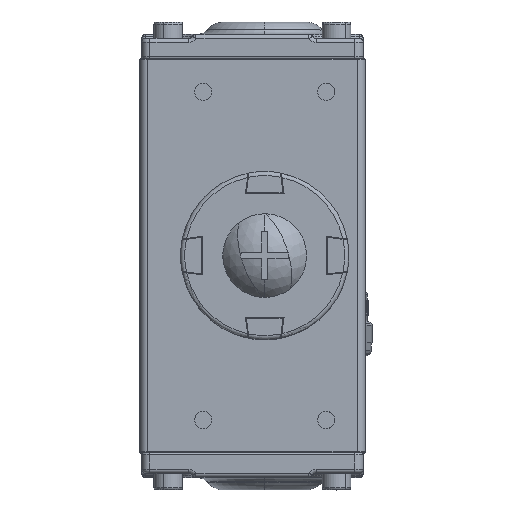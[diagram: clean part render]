
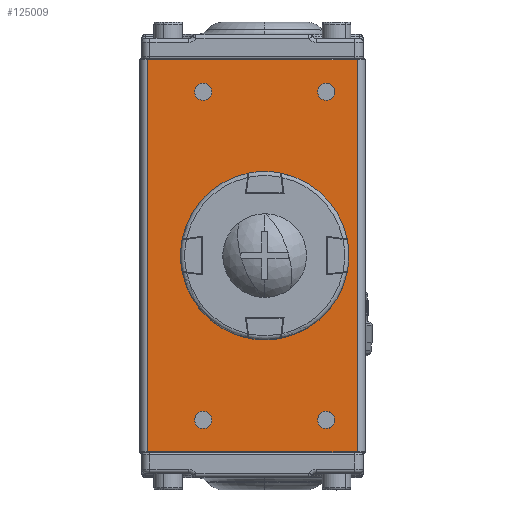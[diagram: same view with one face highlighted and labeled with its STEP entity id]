
A CAD part, top view. The second image highlights one B-rep face of the part: STEP entity #125009.
In plain terms, the highlighted planar face has unit normal (0, 0, 1).
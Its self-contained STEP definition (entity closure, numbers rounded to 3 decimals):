
#124870=CARTESIAN_POINT('',(-30.5,-48.,91.5));
#124871=DIRECTION('',(0.,0.,-1.));
#124872=DIRECTION('',(0.,1.,0.));
#124873=AXIS2_PLACEMENT_3D('',#124870,#124871,#124872);
#124874=PLANE('',#124873);
#124875=CARTESIAN_POINT('',(15.,-42.1,91.5));
#124876=VERTEX_POINT('',#124875);
#124877=CARTESIAN_POINT('',(15.,-37.9,91.5));
#124878=VERTEX_POINT('',#124877);
#124879=CARTESIAN_POINT('',(15.,-40.,91.5));
#124880=DIRECTION('',(0.,-0.,1.));
#124881=DIRECTION('',(0.,-1.,-0.));
#124882=AXIS2_PLACEMENT_3D('',#124879,#124880,#124881);
#124883=CIRCLE('',#124882,2.1);
#124884=EDGE_CURVE('NONE',#124876,#124878,#124883,.T.);
#124885=ORIENTED_EDGE('',*,*,#124884,.F.);
#124886=CARTESIAN_POINT('',(15.,-40.,91.5));
#124887=DIRECTION('',(0.,-0.,1.));
#124888=DIRECTION('',(0.,-1.,-0.));
#124889=AXIS2_PLACEMENT_3D('',#124886,#124887,#124888);
#124890=CIRCLE('',#124889,2.1);
#124891=EDGE_CURVE('NONE',#124878,#124876,#124890,.T.);
#124892=ORIENTED_EDGE('',*,*,#124891,.F.);
#124893=EDGE_LOOP('',(#124885,#124892));
#124894=FACE_BOUND('',#124893,.T.);
#124895=CARTESIAN_POINT('',(-15.,-42.1,91.5));
#124896=VERTEX_POINT('',#124895);
#124897=CARTESIAN_POINT('',(-15.,-37.9,91.5));
#124898=VERTEX_POINT('',#124897);
#124899=CARTESIAN_POINT('',(-15.,-40.,91.5));
#124900=DIRECTION('',(0.,-0.,1.));
#124901=DIRECTION('',(0.,-1.,-0.));
#124902=AXIS2_PLACEMENT_3D('',#124899,#124900,#124901);
#124903=CIRCLE('',#124902,2.1);
#124904=EDGE_CURVE('NONE',#124896,#124898,#124903,.T.);
#124905=ORIENTED_EDGE('',*,*,#124904,.F.);
#124906=CARTESIAN_POINT('',(-15.,-40.,91.5));
#124907=DIRECTION('',(0.,-0.,1.));
#124908=DIRECTION('',(0.,-1.,-0.));
#124909=AXIS2_PLACEMENT_3D('',#124906,#124907,#124908);
#124910=CIRCLE('',#124909,2.1);
#124911=EDGE_CURVE('NONE',#124898,#124896,#124910,.T.);
#124912=ORIENTED_EDGE('',*,*,#124911,.F.);
#124913=EDGE_LOOP('',(#124905,#124912));
#124914=FACE_BOUND('',#124913,.T.);
#124915=CARTESIAN_POINT('',(-15.,37.9,91.5));
#124916=VERTEX_POINT('',#124915);
#124917=CARTESIAN_POINT('',(-15.,42.1,91.5));
#124918=VERTEX_POINT('',#124917);
#124919=CARTESIAN_POINT('',(-15.,40.,91.5));
#124920=DIRECTION('',(0.,-0.,1.));
#124921=DIRECTION('',(0.,-1.,-0.));
#124922=AXIS2_PLACEMENT_3D('',#124919,#124920,#124921);
#124923=CIRCLE('',#124922,2.1);
#124924=EDGE_CURVE('NONE',#124916,#124918,#124923,.T.);
#124925=ORIENTED_EDGE('',*,*,#124924,.F.);
#124926=CARTESIAN_POINT('',(-15.,40.,91.5));
#124927=DIRECTION('',(0.,-0.,1.));
#124928=DIRECTION('',(0.,-1.,-0.));
#124929=AXIS2_PLACEMENT_3D('',#124926,#124927,#124928);
#124930=CIRCLE('',#124929,2.1);
#124931=EDGE_CURVE('NONE',#124918,#124916,#124930,.T.);
#124932=ORIENTED_EDGE('',*,*,#124931,.F.);
#124933=EDGE_LOOP('',(#124925,#124932));
#124934=FACE_BOUND('',#124933,.T.);
#124935=CARTESIAN_POINT('',(15.,37.9,91.5));
#124936=VERTEX_POINT('',#124935);
#124937=CARTESIAN_POINT('',(15.,42.1,91.5));
#124938=VERTEX_POINT('',#124937);
#124939=CARTESIAN_POINT('',(15.,40.,91.5));
#124940=DIRECTION('',(0.,-0.,1.));
#124941=DIRECTION('',(0.,-1.,-0.));
#124942=AXIS2_PLACEMENT_3D('',#124939,#124940,#124941);
#124943=CIRCLE('',#124942,2.1);
#124944=EDGE_CURVE('NONE',#124936,#124938,#124943,.T.);
#124945=ORIENTED_EDGE('',*,*,#124944,.F.);
#124946=CARTESIAN_POINT('',(15.,40.,91.5));
#124947=DIRECTION('',(0.,-0.,1.));
#124948=DIRECTION('',(0.,-1.,-0.));
#124949=AXIS2_PLACEMENT_3D('',#124946,#124947,#124948);
#124950=CIRCLE('',#124949,2.1);
#124951=EDGE_CURVE('NONE',#124938,#124936,#124950,.T.);
#124952=ORIENTED_EDGE('',*,*,#124951,.F.);
#124953=EDGE_LOOP('',(#124945,#124952));
#124954=FACE_BOUND('',#124953,.T.);
#124955=CARTESIAN_POINT('',(22.5,-47.8,91.5));
#124956=VERTEX_POINT('',#124955);
#124957=CARTESIAN_POINT('',(22.5,47.8,91.5));
#124958=VERTEX_POINT('',#124957);
#124959=CARTESIAN_POINT('',(22.5,-47.8,91.5));
#124960=DIRECTION('',(0.,1.,0.));
#124961=VECTOR('',#124960,95.6);
#124962=LINE('',#124959,#124961);
#124963=EDGE_CURVE('',#124956,#124958,#124962,.T.);
#124964=ORIENTED_EDGE('',*,*,#124963,.T.);
#124965=CARTESIAN_POINT('',(-28.5,47.8,91.5));
#124966=VERTEX_POINT('',#124965);
#124967=CARTESIAN_POINT('',(22.5,47.8,91.5));
#124968=DIRECTION('',(-1.,0.,0.));
#124969=VECTOR('',#124968,51.);
#124970=LINE('',#124967,#124969);
#124971=EDGE_CURVE('',#124958,#124966,#124970,.T.);
#124972=ORIENTED_EDGE('',*,*,#124971,.T.);
#124973=CARTESIAN_POINT('',(-28.5,-47.8,91.5));
#124974=VERTEX_POINT('',#124973);
#124975=CARTESIAN_POINT('',(-28.5,47.8,91.5));
#124976=DIRECTION('',(-0.,-1.,-0.));
#124977=VECTOR('',#124976,95.6);
#124978=LINE('',#124975,#124977);
#124979=EDGE_CURVE('',#124966,#124974,#124978,.T.);
#124980=ORIENTED_EDGE('',*,*,#124979,.T.);
#124981=CARTESIAN_POINT('',(-28.5,-47.8,91.5));
#124982=DIRECTION('',(1.,-0.,-0.));
#124983=VECTOR('',#124982,51.);
#124984=LINE('',#124981,#124983);
#124985=EDGE_CURVE('',#124974,#124956,#124984,.T.);
#124986=ORIENTED_EDGE('',*,*,#124985,.T.);
#124987=EDGE_LOOP('',(#124964,#124972,#124980,#124986));
#124988=FACE_BOUND('',#124987,.T.);
#124989=CARTESIAN_POINT('',(7.,0.,91.5));
#124990=VERTEX_POINT('',#124989);
#124991=CARTESIAN_POINT('',(-7.,0.,91.5));
#124992=VERTEX_POINT('',#124991);
#124993=CARTESIAN_POINT('',(0.,0.,91.5));
#124994=DIRECTION('',(0.,0.,-1.));
#124995=DIRECTION('',(0.,1.,0.));
#124996=AXIS2_PLACEMENT_3D('',#124993,#124994,#124995);
#124997=CIRCLE('',#124996,7.);
#124998=EDGE_CURVE('',#124990,#124992,#124997,.T.);
#124999=ORIENTED_EDGE('',*,*,#124998,.T.);
#125000=CARTESIAN_POINT('',(0.,0.,91.5));
#125001=DIRECTION('',(0.,0.,-1.));
#125002=DIRECTION('',(0.,1.,0.));
#125003=AXIS2_PLACEMENT_3D('',#125000,#125001,#125002);
#125004=CIRCLE('',#125003,7.);
#125005=EDGE_CURVE('',#124992,#124990,#125004,.T.);
#125006=ORIENTED_EDGE('',*,*,#125005,.T.);
#125007=EDGE_LOOP('',(#124999,#125006));
#125008=FACE_BOUND('',#125007,.T.);
#125009=ADVANCED_FACE('',(#124894,#124914,#124934,#124954,#124988,#125008),#124874,.F.);
